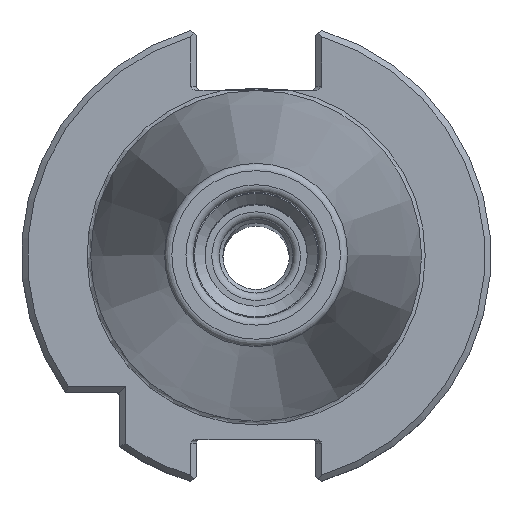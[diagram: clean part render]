
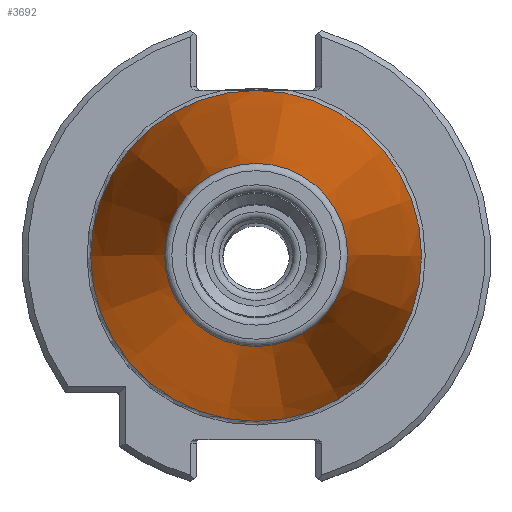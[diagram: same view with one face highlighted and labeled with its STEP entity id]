
A CAD part, top view. The second image highlights one B-rep face of the part: STEP entity #3692.
In plain terms, the highlighted conical face has half-angle 8.297 degrees and reference radius 22.395 mm.
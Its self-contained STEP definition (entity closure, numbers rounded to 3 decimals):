
#616=ORIENTED_EDGE('',*,*,#1172,.F.);
#617=ORIENTED_EDGE('',*,*,#1174,.T.);
#1172=EDGE_CURVE('',#1489,#1489,#1726,.T.);
#1174=EDGE_CURVE('',#1491,#1491,#1728,.T.);
#1489=VERTEX_POINT('',#5148);
#1491=VERTEX_POINT('',#5154);
#1726=CIRCLE('',#3949,12.397);
#1728=CIRCLE('',#3953,22.395);
#1936=EDGE_LOOP('',(#616));
#1937=EDGE_LOOP('',(#617));
#2210=FACE_BOUND('',#1936,.T.);
#2211=FACE_BOUND('',#1937,.T.);
#2358=CONICAL_SURFACE('',#3952,22.395,0.145);
#3692=ADVANCED_FACE('',(#2210,#2211),#2358,.T.);
#3949=AXIS2_PLACEMENT_3D('',#5147,#4442,#4443);
#3952=AXIS2_PLACEMENT_3D('',#5152,#4448,#4449);
#3953=AXIS2_PLACEMENT_3D('',#5153,#4450,#4451);
#4442=DIRECTION('',(0.,0.,1.));
#4443=DIRECTION('',(1.,0.,0.));
#4448=DIRECTION('',(0.,0.,-1.));
#4449=DIRECTION('',(-1.,0.,0.));
#4450=DIRECTION('',(0.,0.,1.));
#4451=DIRECTION('',(1.,0.,0.));
#5147=CARTESIAN_POINT('',(0.,0.,67.394));
#5148=CARTESIAN_POINT('',(12.397,0.,67.394));
#5152=CARTESIAN_POINT('',(0.,0.,-1.163));
#5153=CARTESIAN_POINT('',(0.,0.,-1.163));
#5154=CARTESIAN_POINT('',(22.395,0.,-1.163));
